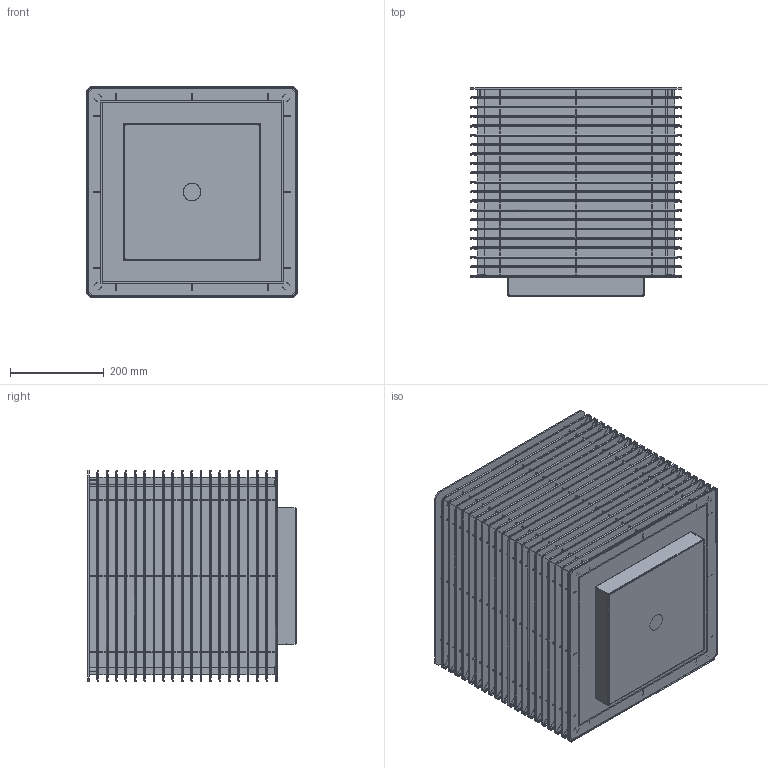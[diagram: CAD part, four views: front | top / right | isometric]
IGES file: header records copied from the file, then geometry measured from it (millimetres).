
Start section: SolidWorks IGES file using analytic representation for surfaces
Global section: file name: 3D SHIRO 45.IGS; native system: SolidWorks 2024; preprocessor: SolidWorks 2024; author: enric.justo; date: 251217.172741; units: millimetre
Bounding box: 450 x 443.6 x 450 mm (x, y, z)
Surface area: 4586901.4 mm2 (no closed solid volume)
Topology: 0 solids, 0 shells, 7177 faces, 51728 edges, 51728 vertices
Faces by surface type: bspline 5487, revolution 1690
